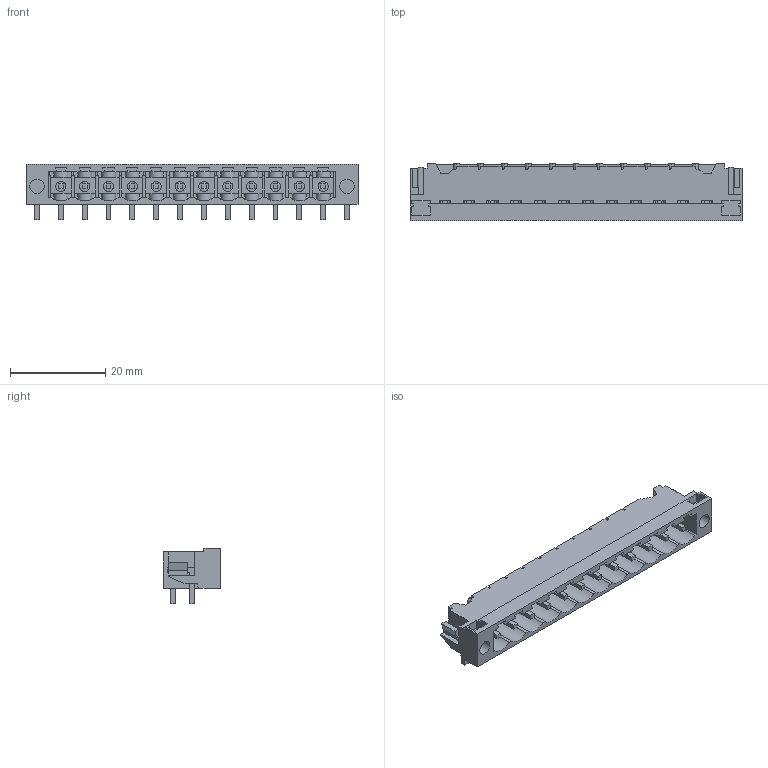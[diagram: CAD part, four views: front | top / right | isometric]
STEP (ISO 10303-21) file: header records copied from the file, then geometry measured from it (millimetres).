
FILE_DESCRIPTION(('CATIA V5 STEP Exchange','CAx-IF Rec.Pracs.--- Model Styling and Organization---1.2---2011-12-15'),'2;1');
FILE_NAME ('7601253_2_1840450000_1840450000.stp','2018-03-08T09:46:58+00:00',('none'),('Weidmueller'),'CATIA Version 5-6 Release 2014','CATIA V5 STEP AP214','none');
FILE_SCHEMA(('AUTOMOTIVE_DESIGN { 1 0 10303 214 1 1 1 1 }'));
Length unit declared in the file: millimetre
Products named in the file (1): 1840450000
Bounding box: 69.6 x 12 x 11.63 mm (x, y, z)
Volume: 2643.2 mm3; surface area: 6090.7 mm2
Topology: 15 solids, 15 shells, 875 faces, 2713 edges, 1845 vertices
Faces by surface type: plane 727, cylinder 148
Entity records: 28245 total; most frequent: CARTESIAN_POINT 5612, ORIENTED_EDGE 5426, DIRECTION 3588, EDGE_CURVE 2713, VECTOR 2274, LINE 2274, VERTEX_POINT 1845, EDGE_LOOP 904
